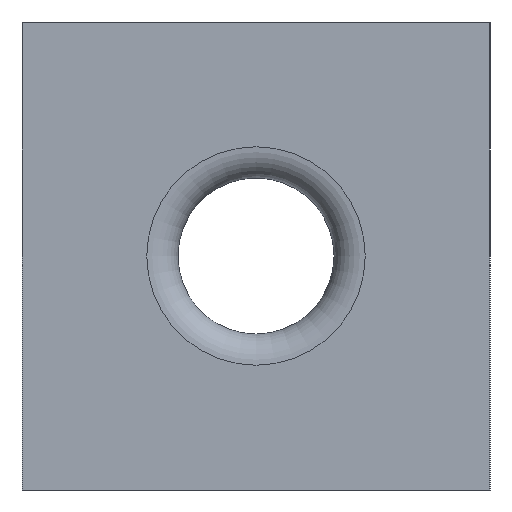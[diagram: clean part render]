
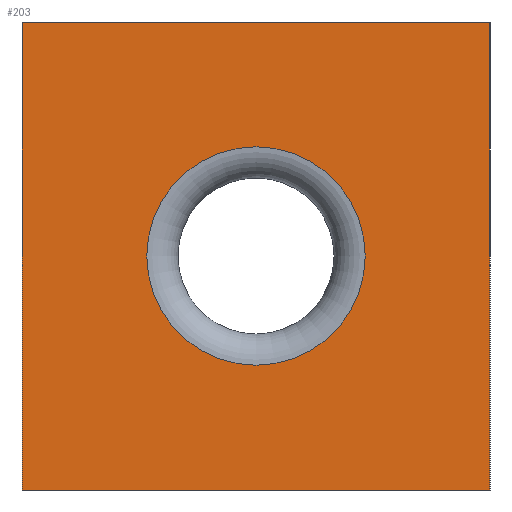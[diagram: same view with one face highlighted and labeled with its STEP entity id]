
A CAD part, left-side view. The second image highlights one B-rep face of the part: STEP entity #203.
In plain terms, the highlighted planar face has unit normal (-1, 0, 0).
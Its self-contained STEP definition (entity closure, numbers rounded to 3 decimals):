
#15=PLANE('',#234);
#22=FACE_BOUND('',#72,.T.);
#28=LINE('',#367,#42);
#29=LINE('',#369,#43);
#30=LINE('',#371,#44);
#31=LINE('',#372,#45);
#42=VECTOR('',#270,10.);
#43=VECTOR('',#271,10.);
#44=VECTOR('',#272,10.);
#45=VECTOR('',#273,10.);
#59=FACE_OUTER_BOUND('',#71,.T.);
#71=EDGE_LOOP('',(#155,#156,#157,#158));
#72=EDGE_LOOP('',(#159));
#83=CIRCLE('',#227,3.5);
#95=VERTEX_POINT('',#313);
#102=VERTEX_POINT('',#365);
#103=VERTEX_POINT('',#366);
#104=VERTEX_POINT('',#368);
#105=VERTEX_POINT('',#370);
#114=EDGE_CURVE('',#95,#95,#83,.T.);
#123=EDGE_CURVE('',#102,#103,#28,.T.);
#124=EDGE_CURVE('',#103,#104,#29,.T.);
#125=EDGE_CURVE('',#105,#104,#30,.T.);
#126=EDGE_CURVE('',#102,#105,#31,.T.);
#155=ORIENTED_EDGE('',*,*,#123,.T.);
#156=ORIENTED_EDGE('',*,*,#124,.T.);
#157=ORIENTED_EDGE('',*,*,#125,.F.);
#158=ORIENTED_EDGE('',*,*,#126,.F.);
#159=ORIENTED_EDGE('',*,*,#114,.F.);
#203=ADVANCED_FACE('',(#59,#22),#15,.T.);
#227=AXIS2_PLACEMENT_3D('',#314,#253,#254);
#234=AXIS2_PLACEMENT_3D('',#364,#268,#269);
#253=DIRECTION('center_axis',(-1.,0.,0.));
#254=DIRECTION('ref_axis',(0.,1.,0.));
#268=DIRECTION('center_axis',(-1.,0.,0.));
#269=DIRECTION('ref_axis',(0.,-1.,0.));
#270=DIRECTION('',(0.,-1.,0.));
#271=DIRECTION('',(0.,0.,1.));
#272=DIRECTION('',(0.,-1.,0.));
#273=DIRECTION('',(0.,0.,1.));
#313=CARTESIAN_POINT('',(0.,7.5,11.));
#314=CARTESIAN_POINT('Origin',(0.,7.5,7.5));
#364=CARTESIAN_POINT('Origin',(0.,15.,0.));
#365=CARTESIAN_POINT('',(0.,15.,0.));
#366=CARTESIAN_POINT('',(0.,0.,0.));
#367=CARTESIAN_POINT('',(0.,15.,0.));
#368=CARTESIAN_POINT('',(0.,0.,15.));
#369=CARTESIAN_POINT('',(0.,0.,0.));
#370=CARTESIAN_POINT('',(0.,15.,15.));
#371=CARTESIAN_POINT('',(0.,15.,15.));
#372=CARTESIAN_POINT('',(0.,15.,0.));
